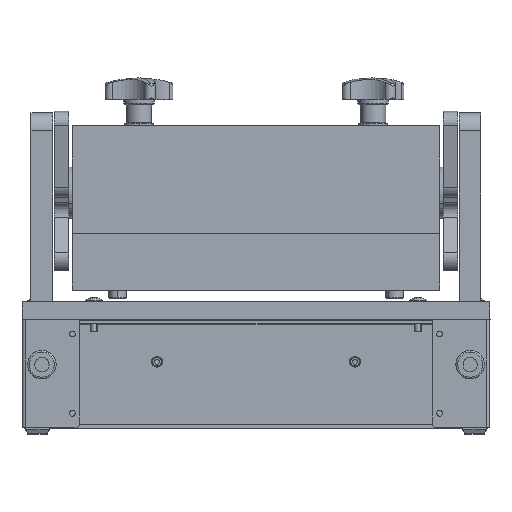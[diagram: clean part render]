
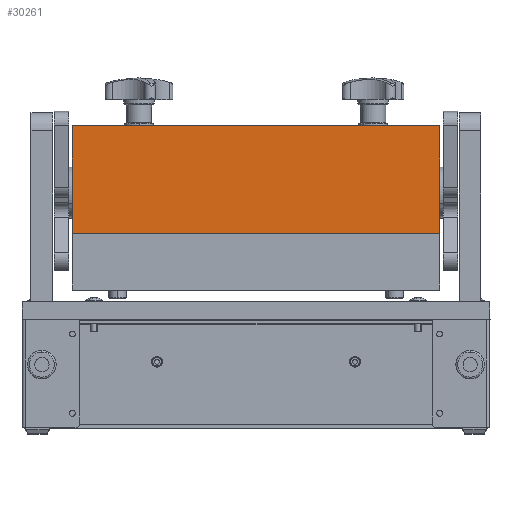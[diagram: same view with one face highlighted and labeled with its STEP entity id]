
A CAD part, top view. The second image highlights one B-rep face of the part: STEP entity #30261.
In plain terms, the highlighted face is planar.
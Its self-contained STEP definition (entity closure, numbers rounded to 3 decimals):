
#552 = DIRECTION ( 'NONE',  ( 0., 1., 0. ) ) ;
#703 = VERTEX_POINT ( 'NONE', #28833 ) ;
#1365 = LINE ( 'NONE', #2419, #25451 ) ;
#1611 = LINE ( 'NONE', #14429, #19545 ) ;
#1640 = ORIENTED_EDGE ( 'NONE', *, *, #27519, .T. ) ;
#2419 = CARTESIAN_POINT ( 'NONE',  ( 102., 0., 0. ) ) ;
#3838 = LINE ( 'NONE', #9259, #21750 ) ;
#4020 = CARTESIAN_POINT ( 'NONE',  ( 102., 60., 0. ) ) ;
#4624 = VERTEX_POINT ( 'NONE', #21472 ) ;
#4628 = EDGE_LOOP ( 'NONE', ( #13073, #8323, #12484, #1640 ) ) ;
#6326 = EDGE_CURVE ( 'NONE', #703, #28568, #28897, .T. ) ;
#8323 = ORIENTED_EDGE ( 'NONE', *, *, #27970, .F. ) ;
#8781 = VECTOR ( 'NONE', #26329, 1000. ) ;
#9259 = CARTESIAN_POINT ( 'NONE',  ( 102., 60., 0. ) ) ;
#11869 = AXIS2_PLACEMENT_3D ( 'NONE', #20894, #22996, #20791 ) ;
#12484 = ORIENTED_EDGE ( 'NONE', *, *, #22281, .F. ) ;
#13073 = ORIENTED_EDGE ( 'NONE', *, *, #6326, .T. ) ;
#14429 = CARTESIAN_POINT ( 'NONE',  ( 102., 60., 0. ) ) ;
#15678 = PLANE ( 'NONE',  #11869 ) ;
#16334 = DIRECTION ( 'NONE',  ( -1., 0., 0. ) ) ;
#18551 = DIRECTION ( 'NONE',  ( -1., 0., 0. ) ) ;
#19545 = VECTOR ( 'NONE', #552, 1000. ) ;
#19697 = VERTEX_POINT ( 'NONE', #4020 ) ;
#20791 = DIRECTION ( 'NONE',  ( 0., -1., 0. ) ) ;
#20894 = CARTESIAN_POINT ( 'NONE',  ( 102., 60., 0. ) ) ;
#21472 = CARTESIAN_POINT ( 'NONE',  ( 102., 0., 0. ) ) ;
#21750 = VECTOR ( 'NONE', #18551, 1000. ) ;
#22281 = EDGE_CURVE ( 'NONE', #4624, #19697, #1611, .T. ) ;
#22996 = DIRECTION ( 'NONE',  ( 0., 0., 1. ) ) ;
#23442 = FACE_OUTER_BOUND ( 'NONE', #4628, .T. ) ;
#25451 = VECTOR ( 'NONE', #16334, 1000. ) ;
#25524 = CARTESIAN_POINT ( 'NONE',  ( -102., 60., 0. ) ) ;
#26329 = DIRECTION ( 'NONE',  ( 0., 1., 0. ) ) ;
#26444 = CARTESIAN_POINT ( 'NONE',  ( -102., 60., 0. ) ) ;
#27519 = EDGE_CURVE ( 'NONE', #4624, #703, #1365, .T. ) ;
#27970 = EDGE_CURVE ( 'NONE', #19697, #28568, #3838, .T. ) ;
#28568 = VERTEX_POINT ( 'NONE', #25524 ) ;
#28833 = CARTESIAN_POINT ( 'NONE',  ( -102., 0., 0. ) ) ;
#28897 = LINE ( 'NONE', #26444, #8781 ) ;
#30261 = ADVANCED_FACE ( 'NONE', ( #23442 ), #15678, .F. ) ;
